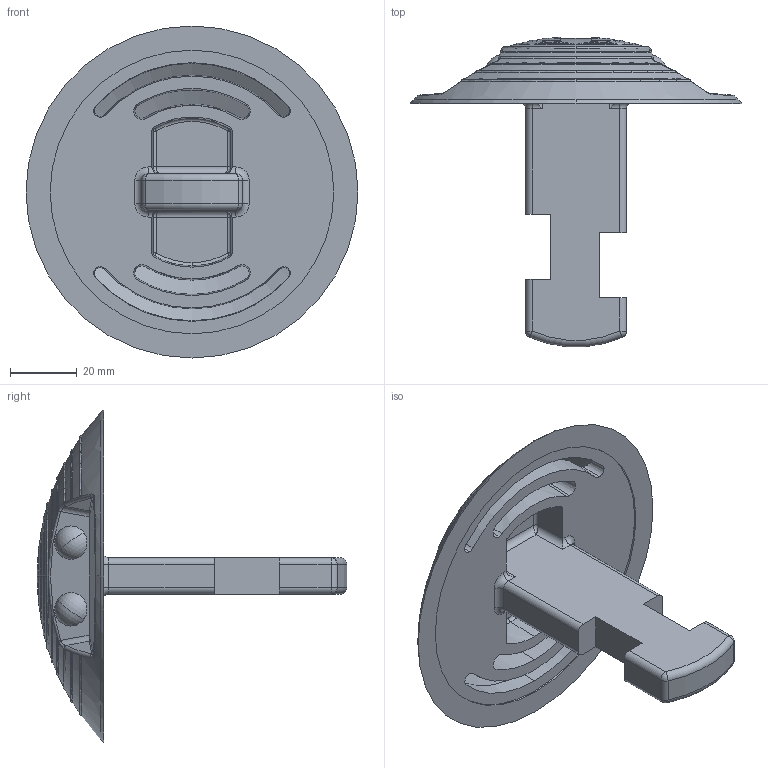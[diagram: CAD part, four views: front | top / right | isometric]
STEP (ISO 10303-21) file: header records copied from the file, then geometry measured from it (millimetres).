
FILE_DESCRIPTION (( 'STEP AP203' ), '1' );
FILE_NAME ('81824500d.STEP', '2021-01-08T17:12:49', ( '' ), ( '' ), 'SwSTEP 2.0', 'SolidWorks 2018', '' );
FILE_SCHEMA (( 'CONFIG_CONTROL_DESIGN' ));
Length unit declared in the file: millimetre
Products named in the file (3): 818821d; 8188_Linse; 81824500d
Assembly tree (5 placements, depth 2):
  81824500d
    818821d
    8188_Linse  x4
Bounding box: 99.5 x 92.74 x 99.5 mm (x, y, z)
Volume: 75942.4 mm3; surface area: 29123 mm2
Topology: 5 solids, 5 shells, 285 faces, 717 edges, 446 vertices
Faces by surface type: torus 66, sphere 62, plane 58, cylinder 50, cone 27, bspline 22
Entity records: 9887 total; most frequent: CARTESIAN_POINT 2997, DIRECTION 1460, ORIENTED_EDGE 1362, EDGE_CURVE 681, AXIS2_PLACEMENT_3D 662, VERTEX_POINT 429, CIRCLE 400, EDGE_LOOP 296
